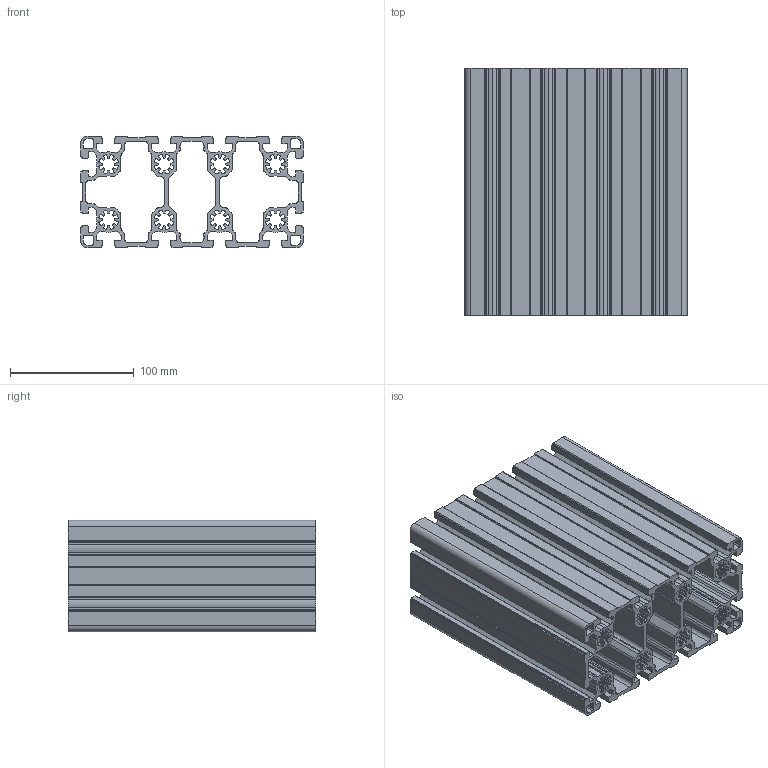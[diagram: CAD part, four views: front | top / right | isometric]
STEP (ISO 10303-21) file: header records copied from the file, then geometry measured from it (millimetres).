
FILE_DESCRIPTION (( 'STEP AP203' ), '1' );
FILE_NAME ('411992857_c_1.STEP', '2022-10-23T14:27:26', ( '' ), ( '' ), 'SwSTEP 2.0', 'SolidWorks 2014', '' );
FILE_SCHEMA (( 'CONFIG_CONTROL_DESIGN' ));
Length unit declared in the file: millimetre
Products named in the file (1): 411992857_c_1
Bounding box: 180 x 200 x 90 mm (x, y, z)
Volume: 845867 mm3; surface area: 519191.7 mm2
Topology: 1 solids, 1 shells, 1256 faces, 3762 edges, 2508 vertices
Faces by surface type: cylinder 798, plane 458
Entity records: 43139 total; most frequent: DIRECTION 7872, CARTESIAN_POINT 7527, ORIENTED_EDGE 7524, EDGE_CURVE 3762, AXIS2_PLACEMENT_3D 2853, VERTEX_POINT 2508, VECTOR 2166, LINE 2166
